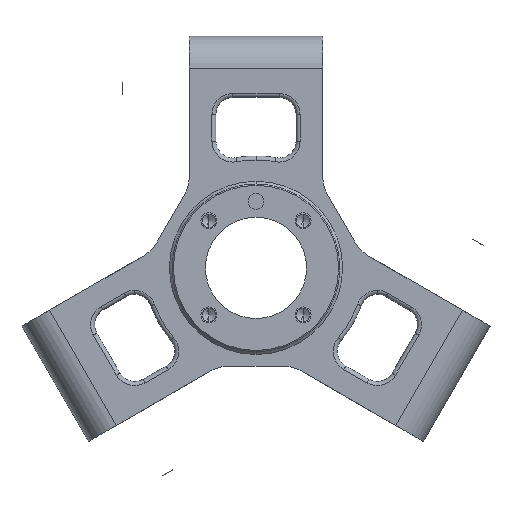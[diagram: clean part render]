
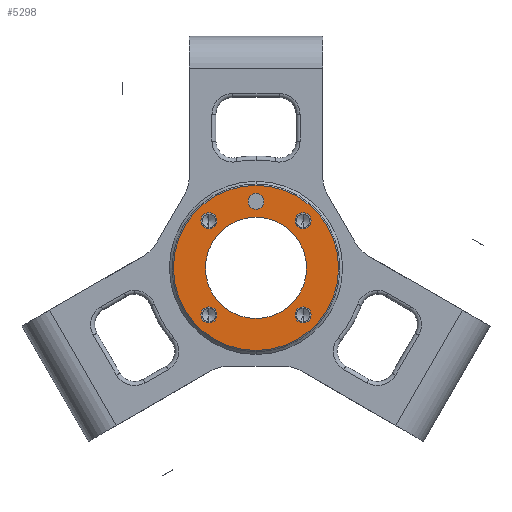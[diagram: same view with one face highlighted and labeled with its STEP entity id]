
A CAD part, front view. The second image highlights one B-rep face of the part: STEP entity #5298.
In plain terms, the highlighted planar face has unit normal (0, -1, 0).
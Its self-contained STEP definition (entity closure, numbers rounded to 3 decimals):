
#12 = EDGE_LOOP ( 'NONE', ( #4182, #3673 ) ) ;
#21 = PLANE ( 'NONE',  #2471 ) ;
#33 = CARTESIAN_POINT ( 'NONE',  ( 0., -13., -19. ) ) ;
#57 = CARTESIAN_POINT ( 'NONE',  ( 0., -13., 25. ) ) ;
#98 = DIRECTION ( 'NONE',  ( 0., 0., -1. ) ) ;
#105 = AXIS2_PLACEMENT_3D ( 'NONE', #6267, #6307, #2724 ) ;
#125 = CIRCLE ( 'NONE', #959, 3. ) ;
#137 = FACE_BOUND ( 'NONE', #2597, .T. ) ;
#155 = CARTESIAN_POINT ( 'NONE',  ( 17.678, -13., -17.678 ) ) ;
#186 = ORIENTED_EDGE ( 'NONE', *, *, #3671, .F. ) ;
#202 = CIRCLE ( 'NONE', #2970, 3. ) ;
#228 = CARTESIAN_POINT ( 'NONE',  ( 0., -13., 22. ) ) ;
#294 = VERTEX_POINT ( 'NONE', #3132 ) ;
#460 = EDGE_LOOP ( 'NONE', ( #1058, #1304 ) ) ;
#494 = CARTESIAN_POINT ( 'NONE',  ( -17.678, -13., -17.678 ) ) ;
#498 = DIRECTION ( 'NONE',  ( 0., -1., 0. ) ) ;
#503 = CARTESIAN_POINT ( 'NONE',  ( 17.678, -13., -20.678 ) ) ;
#658 = AXIS2_PLACEMENT_3D ( 'NONE', #3387, #6499, #1473 ) ;
#678 = VERTEX_POINT ( 'NONE', #5181 ) ;
#706 = VERTEX_POINT ( 'NONE', #3072 ) ;
#753 = EDGE_CURVE ( 'NONE', #1787, #1995, #1485, .T. ) ;
#853 = FACE_BOUND ( 'NONE', #2371, .T. ) ;
#880 = AXIS2_PLACEMENT_3D ( 'NONE', #1448, #4878, #914 ) ;
#904 = VERTEX_POINT ( 'NONE', #33 ) ;
#914 = DIRECTION ( 'NONE',  ( 0., 0., -1. ) ) ;
#959 = AXIS2_PLACEMENT_3D ( 'NONE', #3616, #4068, #4044 ) ;
#997 = CIRCLE ( 'NONE', #1693, 19. ) ;
#1020 = ORIENTED_EDGE ( 'NONE', *, *, #2883, .T. ) ;
#1056 = DIRECTION ( 'NONE',  ( 0., 0., -1. ) ) ;
#1058 = ORIENTED_EDGE ( 'NONE', *, *, #4183, .F. ) ;
#1092 = CARTESIAN_POINT ( 'NONE',  ( -17.678, -13., -17.678 ) ) ;
#1127 = CARTESIAN_POINT ( 'NONE',  ( -17.678, -13., 17.678 ) ) ;
#1156 = ORIENTED_EDGE ( 'NONE', *, *, #4134, .F. ) ;
#1161 = CIRCLE ( 'NONE', #880, 3. ) ;
#1219 = CARTESIAN_POINT ( 'NONE',  ( 17.678, -13., -14.678 ) ) ;
#1229 = CIRCLE ( 'NONE', #2263, 3. ) ;
#1283 = EDGE_CURVE ( 'NONE', #678, #6196, #5176, .T. ) ;
#1302 = DIRECTION ( 'NONE',  ( 0., 0., -1. ) ) ;
#1304 = ORIENTED_EDGE ( 'NONE', *, *, #753, .F. ) ;
#1328 = DIRECTION ( 'NONE',  ( 0., 0., 1. ) ) ;
#1366 = ORIENTED_EDGE ( 'NONE', *, *, #3076, .F. ) ;
#1446 = DIRECTION ( 'NONE',  ( 0., -1., 0. ) ) ;
#1448 = CARTESIAN_POINT ( 'NONE',  ( 17.678, -13., 17.678 ) ) ;
#1473 = DIRECTION ( 'NONE',  ( 0., 0., 1. ) ) ;
#1485 = CIRCLE ( 'NONE', #6418, 3. ) ;
#1660 = DIRECTION ( 'NONE',  ( 0., 0., -1. ) ) ;
#1693 = AXIS2_PLACEMENT_3D ( 'NONE', #5839, #2344, #1328 ) ;
#1721 = CARTESIAN_POINT ( 'NONE',  ( -17.678, -13., 20.678 ) ) ;
#1787 = VERTEX_POINT ( 'NONE', #1721 ) ;
#1912 = VERTEX_POINT ( 'NONE', #4841 ) ;
#1941 = DIRECTION ( 'NONE',  ( 0., 0., -1. ) ) ;
#1957 = VERTEX_POINT ( 'NONE', #2768 ) ;
#1995 = VERTEX_POINT ( 'NONE', #6338 ) ;
#2228 = EDGE_LOOP ( 'NONE', ( #5217, #3604 ) ) ;
#2263 = AXIS2_PLACEMENT_3D ( 'NONE', #155, #3665, #2568 ) ;
#2309 = DIRECTION ( 'NONE',  ( 0., -1., 0. ) ) ;
#2325 = CIRCLE ( 'NONE', #105, 3. ) ;
#2340 = ORIENTED_EDGE ( 'NONE', *, *, #3851, .F. ) ;
#2344 = DIRECTION ( 'NONE',  ( 0., 1., 0. ) ) ;
#2371 = EDGE_LOOP ( 'NONE', ( #2340, #186 ) ) ;
#2471 = AXIS2_PLACEMENT_3D ( 'NONE', #2504, #498, #1056 ) ;
#2476 = CIRCLE ( 'NONE', #5420, 3. ) ;
#2504 = CARTESIAN_POINT ( 'NONE',  ( 0., -13., 0. ) ) ;
#2568 = DIRECTION ( 'NONE',  ( 0., 0., -1. ) ) ;
#2597 = EDGE_LOOP ( 'NONE', ( #1366, #1156 ) ) ;
#2670 = EDGE_LOOP ( 'NONE', ( #1020, #3093 ) ) ;
#2724 = DIRECTION ( 'NONE',  ( 0., 0., -1. ) ) ;
#2734 = CARTESIAN_POINT ( 'NONE',  ( 0., -13., 0. ) ) ;
#2735 = FACE_BOUND ( 'NONE', #460, .T. ) ;
#2768 = CARTESIAN_POINT ( 'NONE',  ( 17.678, -13., 14.678 ) ) ;
#2772 = CIRCLE ( 'NONE', #4023, 31. ) ;
#2863 = CIRCLE ( 'NONE', #5221, 3. ) ;
#2883 = EDGE_CURVE ( 'NONE', #3208, #904, #3574, .T. ) ;
#2889 = FACE_OUTER_BOUND ( 'NONE', #12, .T. ) ;
#2951 = DIRECTION ( 'NONE',  ( 0., 0., -1. ) ) ;
#2970 = AXIS2_PLACEMENT_3D ( 'NONE', #57, #5918, #4412 ) ;
#2990 = VERTEX_POINT ( 'NONE', #503 ) ;
#3041 = FACE_BOUND ( 'NONE', #2670, .T. ) ;
#3072 = CARTESIAN_POINT ( 'NONE',  ( 17.678, -13., 20.678 ) ) ;
#3076 = EDGE_CURVE ( 'NONE', #2990, #4246, #2325, .T. ) ;
#3093 = ORIENTED_EDGE ( 'NONE', *, *, #5494, .T. ) ;
#3132 = CARTESIAN_POINT ( 'NONE',  ( -17.678, -13., -14.678 ) ) ;
#3208 = VERTEX_POINT ( 'NONE', #5726 ) ;
#3262 = DIRECTION ( 'NONE',  ( 0., -1., 0. ) ) ;
#3387 = CARTESIAN_POINT ( 'NONE',  ( 0., -13., 0. ) ) ;
#3406 = FACE_BOUND ( 'NONE', #2228, .T. ) ;
#3509 = DIRECTION ( 'NONE',  ( 0., -1., 0. ) ) ;
#3525 = AXIS2_PLACEMENT_3D ( 'NONE', #2734, #5821, #5804 ) ;
#3574 = CIRCLE ( 'NONE', #658, 19. ) ;
#3604 = ORIENTED_EDGE ( 'NONE', *, *, #5750, .F. ) ;
#3616 = CARTESIAN_POINT ( 'NONE',  ( 17.678, -13., 17.678 ) ) ;
#3665 = DIRECTION ( 'NONE',  ( 0., -1., 0. ) ) ;
#3671 = EDGE_CURVE ( 'NONE', #706, #1957, #125, .T. ) ;
#3673 = ORIENTED_EDGE ( 'NONE', *, *, #1283, .T. ) ;
#3851 = EDGE_CURVE ( 'NONE', #1957, #706, #1161, .T. ) ;
#3866 = AXIS2_PLACEMENT_3D ( 'NONE', #1092, #4637, #98 ) ;
#4023 = AXIS2_PLACEMENT_3D ( 'NONE', #5482, #1446, #1941 ) ;
#4044 = DIRECTION ( 'NONE',  ( 0., 0., -1. ) ) ;
#4068 = DIRECTION ( 'NONE',  ( 0., -1., 0. ) ) ;
#4134 = EDGE_CURVE ( 'NONE', #4246, #2990, #1229, .T. ) ;
#4182 = ORIENTED_EDGE ( 'NONE', *, *, #5149, .T. ) ;
#4183 = EDGE_CURVE ( 'NONE', #1995, #1787, #2476, .T. ) ;
#4246 = VERTEX_POINT ( 'NONE', #1219 ) ;
#4412 = DIRECTION ( 'NONE',  ( 0., 0., -1. ) ) ;
#4499 = EDGE_LOOP ( 'NONE', ( #6400, #5548 ) ) ;
#4637 = DIRECTION ( 'NONE',  ( 0., -1., 0. ) ) ;
#4841 = CARTESIAN_POINT ( 'NONE',  ( -17.678, -13., -20.678 ) ) ;
#4878 = DIRECTION ( 'NONE',  ( 0., -1., 0. ) ) ;
#5093 = DIRECTION ( 'NONE',  ( 0., -1., 0. ) ) ;
#5149 = EDGE_CURVE ( 'NONE', #6196, #678, #2772, .T. ) ;
#5176 = CIRCLE ( 'NONE', #3525, 31. ) ;
#5181 = CARTESIAN_POINT ( 'NONE',  ( 0., -13., -31. ) ) ;
#5217 = ORIENTED_EDGE ( 'NONE', *, *, #6110, .F. ) ;
#5221 = AXIS2_PLACEMENT_3D ( 'NONE', #494, #3509, #2951 ) ;
#5298 = ADVANCED_FACE ( 'NONE', ( #3041, #2889, #2735, #5735, #137, #853, #3406 ), #21, .T. ) ;
#5412 = CARTESIAN_POINT ( 'NONE',  ( 0., -13., 28. ) ) ;
#5420 = AXIS2_PLACEMENT_3D ( 'NONE', #1127, #5093, #1660 ) ;
#5468 = CIRCLE ( 'NONE', #3866, 3. ) ;
#5476 = CIRCLE ( 'NONE', #5560, 3. ) ;
#5482 = CARTESIAN_POINT ( 'NONE',  ( 0., -13., 0. ) ) ;
#5494 = EDGE_CURVE ( 'NONE', #904, #3208, #997, .T. ) ;
#5548 = ORIENTED_EDGE ( 'NONE', *, *, #6211, .F. ) ;
#5560 = AXIS2_PLACEMENT_3D ( 'NONE', #5762, #3262, #6235 ) ;
#5688 = CARTESIAN_POINT ( 'NONE',  ( 0., -13., 31. ) ) ;
#5694 = VERTEX_POINT ( 'NONE', #5412 ) ;
#5726 = CARTESIAN_POINT ( 'NONE',  ( 0., -13., 19. ) ) ;
#5735 = FACE_BOUND ( 'NONE', #4499, .T. ) ;
#5750 = EDGE_CURVE ( 'NONE', #5694, #6376, #5476, .T. ) ;
#5762 = CARTESIAN_POINT ( 'NONE',  ( 0., -13., 25. ) ) ;
#5804 = DIRECTION ( 'NONE',  ( 0., 0., -1. ) ) ;
#5821 = DIRECTION ( 'NONE',  ( 0., -1., 0. ) ) ;
#5839 = CARTESIAN_POINT ( 'NONE',  ( 0., -13., 0. ) ) ;
#5918 = DIRECTION ( 'NONE',  ( 0., -1., 0. ) ) ;
#6035 = EDGE_CURVE ( 'NONE', #1912, #294, #2863, .T. ) ;
#6110 = EDGE_CURVE ( 'NONE', #6376, #5694, #202, .T. ) ;
#6196 = VERTEX_POINT ( 'NONE', #5688 ) ;
#6211 = EDGE_CURVE ( 'NONE', #294, #1912, #5468, .T. ) ;
#6235 = DIRECTION ( 'NONE',  ( 0., 0., -1. ) ) ;
#6267 = CARTESIAN_POINT ( 'NONE',  ( 17.678, -13., -17.678 ) ) ;
#6307 = DIRECTION ( 'NONE',  ( 0., -1., 0. ) ) ;
#6333 = CARTESIAN_POINT ( 'NONE',  ( -17.678, -13., 17.678 ) ) ;
#6338 = CARTESIAN_POINT ( 'NONE',  ( -17.678, -13., 14.678 ) ) ;
#6376 = VERTEX_POINT ( 'NONE', #228 ) ;
#6400 = ORIENTED_EDGE ( 'NONE', *, *, #6035, .F. ) ;
#6418 = AXIS2_PLACEMENT_3D ( 'NONE', #6333, #2309, #1302 ) ;
#6499 = DIRECTION ( 'NONE',  ( 0., 1., 0. ) ) ;
